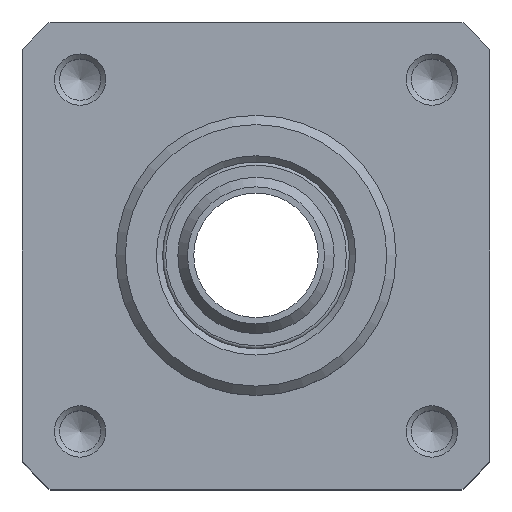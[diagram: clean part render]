
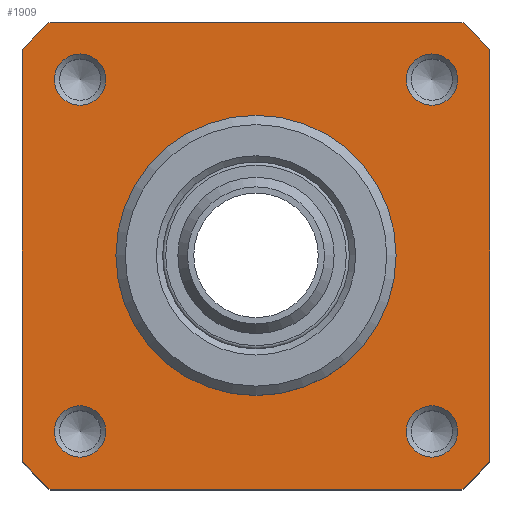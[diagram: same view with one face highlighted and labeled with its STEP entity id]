
A CAD part, top view. The second image highlights one B-rep face of the part: STEP entity #1909.
In plain terms, the highlighted planar face has unit normal (0, 0, 1).
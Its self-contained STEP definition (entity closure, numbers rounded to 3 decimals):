
#363=CARTESIAN_POINT('',(-4.213,-53.59,90.0));
#364=VERTEX_POINT('',#363);
#371=CARTESIAN_POINT('',(-70.357,-53.59,90.0));
#372=VERTEX_POINT('',#371);
#373=CARTESIAN_POINT('',(-4.213,-53.59,90.0));
#374=DIRECTION('',(-1.0,0.0,0.0));
#375=VECTOR('',#374,66.144);
#376=LINE('',#373,#375);
#377=EDGE_CURVE('',#364,#372,#376,.T.);
#1032=CARTESIAN_POINT('',(0.215,16.982,90.0));
#1033=VERTEX_POINT('',#1032);
#1040=CARTESIAN_POINT('',(0.215,-49.162,90.0));
#1041=VERTEX_POINT('',#1040);
#1042=CARTESIAN_POINT('',(0.215,16.982,90.0));
#1043=DIRECTION('',(0.0,-1.0,0.0));
#1044=VECTOR('',#1043,66.144);
#1045=LINE('',#1042,#1044);
#1046=EDGE_CURVE('',#1033,#1041,#1045,.T.);
#1719=CARTESIAN_POINT('',(-74.785,16.982,90.0));
#1720=VERTEX_POINT('',#1719);
#1737=CARTESIAN_POINT('',(-74.785,-49.162,90.0));
#1738=VERTEX_POINT('',#1737);
#1745=CARTESIAN_POINT('',(-74.785,-49.162,90.0));
#1746=DIRECTION('',(0.0,1.0,0.0));
#1747=VECTOR('',#1746,66.144);
#1748=LINE('',#1745,#1747);
#1749=EDGE_CURVE('',#1738,#1720,#1748,.T.);
#1802=CARTESIAN_POINT('',(-61.412,-44.34,90.0));
#1803=VERTEX_POINT('',#1802);
#1804=CARTESIAN_POINT('',(-65.535,-44.34,90.0));
#1805=DIRECTION('',(0.0,0.0,1.0));
#1806=DIRECTION('',(-1.0,0.0,0.0));
#1807=AXIS2_PLACEMENT_3D('',#1804,#1805,#1806);
#1808=CIRCLE('',#1807,4.124);
#1809=EDGE_CURVE('',#1803,#1803,#1808,.T.);
#1814=CARTESIAN_POINT('',(-9.035,12.16,90.0));
#1815=DIRECTION('',(0.0,0.0,1.0));
#1816=DIRECTION('',(1.0,0.0,0.0));
#1817=AXIS2_PLACEMENT_3D('',#1814,#1815,#1816);
#1818=PLANE('',#1817);
#1819=CARTESIAN_POINT('',(-70.357,21.41,90.0));
#1820=VERTEX_POINT('',#1819);
#1821=CARTESIAN_POINT('',(-37.285,-16.09,90.0));
#1822=DIRECTION('',(0.0,0.0,1.0));
#1823=DIRECTION('',(1.0,0.0,0.0));
#1824=AXIS2_PLACEMENT_3D('',#1821,#1822,#1823);
#1825=CIRCLE('',#1824,50.);
#1826=EDGE_CURVE('',#1820,#1720,#1825,.T.);
#1827=ORIENTED_EDGE('',*,*,#1826,.T.);
#1828=ORIENTED_EDGE('',*,*,#1749,.F.);
#1829=CARTESIAN_POINT('',(-37.285,-16.09,90.0));
#1830=DIRECTION('',(0.0,0.0,1.0));
#1831=DIRECTION('',(1.0,0.0,0.0));
#1832=AXIS2_PLACEMENT_3D('',#1829,#1830,#1831);
#1833=CIRCLE('',#1832,50.);
#1834=EDGE_CURVE('',#1738,#372,#1833,.T.);
#1835=ORIENTED_EDGE('',*,*,#1834,.T.);
#1836=ORIENTED_EDGE('',*,*,#377,.F.);
#1837=CARTESIAN_POINT('',(-37.285,-16.09,90.0));
#1838=DIRECTION('',(0.0,0.0,1.0));
#1839=DIRECTION('',(1.0,0.0,0.0));
#1840=AXIS2_PLACEMENT_3D('',#1837,#1838,#1839);
#1841=CIRCLE('',#1840,50.);
#1842=EDGE_CURVE('',#364,#1041,#1841,.T.);
#1843=ORIENTED_EDGE('',*,*,#1842,.T.);
#1844=ORIENTED_EDGE('',*,*,#1046,.F.);
#1845=CARTESIAN_POINT('',(-4.213,21.41,90.0));
#1846=VERTEX_POINT('',#1845);
#1847=CARTESIAN_POINT('',(-37.285,-16.09,90.0));
#1848=DIRECTION('',(0.0,0.0,1.0));
#1849=DIRECTION('',(1.0,0.0,0.0));
#1850=AXIS2_PLACEMENT_3D('',#1847,#1848,#1849);
#1851=CIRCLE('',#1850,50.);
#1852=EDGE_CURVE('',#1033,#1846,#1851,.T.);
#1853=ORIENTED_EDGE('',*,*,#1852,.T.);
#1854=CARTESIAN_POINT('',(-70.357,21.41,90.0));
#1855=DIRECTION('',(1.0,0.0,0.0));
#1856=VECTOR('',#1855,66.144);
#1857=LINE('',#1854,#1856);
#1858=EDGE_CURVE('',#1820,#1846,#1857,.T.);
#1859=ORIENTED_EDGE('',*,*,#1858,.F.);
#1860=EDGE_LOOP('',(#1827,#1828,#1835,#1836,#1843,#1844,#1853,#1859));
#1861=FACE_OUTER_BOUND('',#1860,.T.);
#1862=CARTESIAN_POINT('',(-4.912,-44.34,90.0));
#1863=VERTEX_POINT('',#1862);
#1864=CARTESIAN_POINT('',(-9.035,-44.34,90.0));
#1865=DIRECTION('',(0.0,0.0,1.0));
#1866=DIRECTION('',(-1.0,0.0,0.0));
#1867=AXIS2_PLACEMENT_3D('',#1864,#1865,#1866);
#1868=CIRCLE('',#1867,4.124);
#1869=EDGE_CURVE('',#1863,#1863,#1868,.T.);
#1870=ORIENTED_EDGE('',*,*,#1869,.F.);
#1871=EDGE_LOOP('',(#1870));
#1872=FACE_BOUND('',#1871,.T.);
#1873=CARTESIAN_POINT('',(-61.412,12.16,90.0));
#1874=VERTEX_POINT('',#1873);
#1875=CARTESIAN_POINT('',(-65.535,12.16,90.0));
#1876=DIRECTION('',(0.0,0.0,1.0));
#1877=DIRECTION('',(-1.0,0.0,0.0));
#1878=AXIS2_PLACEMENT_3D('',#1875,#1876,#1877);
#1879=CIRCLE('',#1878,4.124);
#1880=EDGE_CURVE('',#1874,#1874,#1879,.T.);
#1881=ORIENTED_EDGE('',*,*,#1880,.F.);
#1882=EDGE_LOOP('',(#1881));
#1883=FACE_BOUND('',#1882,.T.);
#1884=CARTESIAN_POINT('',(-14.785,-16.09,90.0));
#1885=VERTEX_POINT('',#1884);
#1886=CARTESIAN_POINT('',(-37.285,-16.09,90.0));
#1887=DIRECTION('',(0.0,0.0,-1.0));
#1888=DIRECTION('',(-1.0,0.0,0.0));
#1889=AXIS2_PLACEMENT_3D('',#1886,#1887,#1888);
#1890=CIRCLE('',#1889,22.5);
#1891=EDGE_CURVE('',#1885,#1885,#1890,.T.);
#1892=ORIENTED_EDGE('',*,*,#1891,.T.);
#1893=EDGE_LOOP('',(#1892));
#1894=FACE_BOUND('',#1893,.T.);
#1895=CARTESIAN_POINT('',(-4.912,12.16,90.0));
#1896=VERTEX_POINT('',#1895);
#1897=CARTESIAN_POINT('',(-9.035,12.16,90.0));
#1898=DIRECTION('',(0.0,0.0,1.0));
#1899=DIRECTION('',(-1.0,0.0,0.0));
#1900=AXIS2_PLACEMENT_3D('',#1897,#1898,#1899);
#1901=CIRCLE('',#1900,4.124);
#1902=EDGE_CURVE('',#1896,#1896,#1901,.T.);
#1903=ORIENTED_EDGE('',*,*,#1902,.F.);
#1904=EDGE_LOOP('',(#1903));
#1905=FACE_BOUND('',#1904,.T.);
#1906=ORIENTED_EDGE('',*,*,#1809,.F.);
#1907=EDGE_LOOP('',(#1906));
#1908=FACE_BOUND('',#1907,.T.);
#1909=ADVANCED_FACE('',(#1861,#1872,#1883,#1894,#1905,#1908),#1818,.T.);
